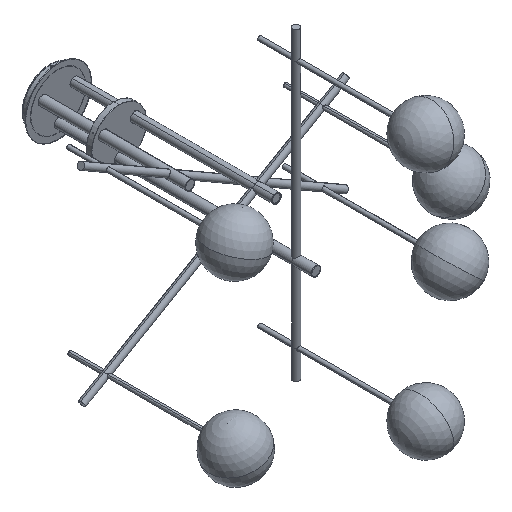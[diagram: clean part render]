
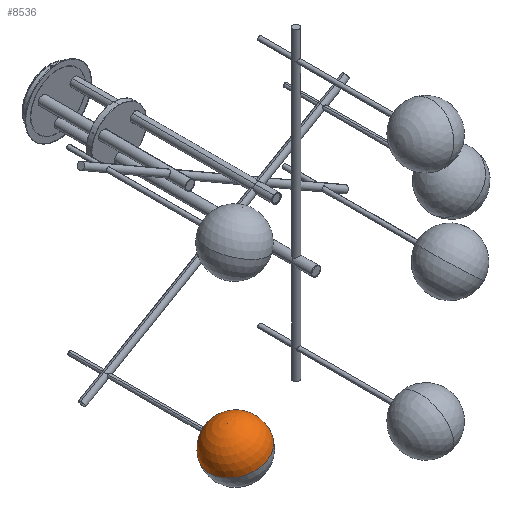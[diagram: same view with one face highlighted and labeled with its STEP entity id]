
A CAD part, isometric view. The second image highlights one B-rep face of the part: STEP entity #8536.
In plain terms, the highlighted spherical face has radius 75 mm.
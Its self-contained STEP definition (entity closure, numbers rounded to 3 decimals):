
#350 = DIRECTION ( 'NONE',  ( 0., -1., 0. ) ) ;
#408 = DIRECTION ( 'NONE',  ( 0.953, 0., 0.302 ) ) ;
#447 = DIRECTION ( 'NONE',  ( 0., -1., 0. ) ) ;
#458 = SPHERICAL_SURFACE ( 'NONE', #1132, 75. ) ;
#532 = DIRECTION ( 'NONE',  ( 0.302, 0., -0.953 ) ) ;
#674 = CARTESIAN_POINT ( 'NONE',  ( -378.458, -810.31, -173.428 ) ) ;
#741 = VERTEX_POINT ( 'NONE', #2628 ) ;
#842 = AXIS2_PLACEMENT_3D ( 'NONE', #6821, #447, #3278 ) ;
#865 = ORIENTED_EDGE ( 'NONE', *, *, #7694, .T. ) ;
#925 = EDGE_LOOP ( 'NONE', ( #7421, #6100, #4003, #865 ) ) ;
#1132 = AXIS2_PLACEMENT_3D ( 'NONE', #3252, #6094, #2536 ) ;
#1286 = VERTEX_POINT ( 'NONE', #2409 ) ;
#1718 = AXIS2_PLACEMENT_3D ( 'NONE', #6124, #6778, #408 ) ;
#2409 = CARTESIAN_POINT ( 'NONE',  ( -366.38, -948.772, -211.53 ) ) ;
#2536 = DIRECTION ( 'NONE',  ( 0.953, 0., 0.302 ) ) ;
#2609 = DIRECTION ( 'NONE',  ( -0.953, 0., -0.302 ) ) ;
#2628 = CARTESIAN_POINT ( 'NONE',  ( -328.278, -810.31, -199.452 ) ) ;
#3142 = EDGE_CURVE ( 'NONE', #1286, #5288, #8259, .T. ) ;
#3252 = CARTESIAN_POINT ( 'NONE',  ( -366.38, -873.772, -211.53 ) ) ;
#3278 = DIRECTION ( 'NONE',  ( 0.302, 0., -0.953 ) ) ;
#4003 = ORIENTED_EDGE ( 'NONE', *, *, #8830, .T. ) ;
#4074 = CIRCLE ( 'NONE', #4236, 39.97 ) ;
#4236 = AXIS2_PLACEMENT_3D ( 'NONE', #6813, #350, #532 ) ;
#4260 = CIRCLE ( 'NONE', #842, 39.97 ) ;
#4407 = AXIS2_PLACEMENT_3D ( 'NONE', #7592, #8982, #2609 ) ;
#4967 = CARTESIAN_POINT ( 'NONE',  ( -404.482, -810.31, -223.607 ) ) ;
#5288 = VERTEX_POINT ( 'NONE', #4967 ) ;
#6094 = DIRECTION ( 'NONE',  ( 0.302, 0., -0.953 ) ) ;
#6100 = ORIENTED_EDGE ( 'NONE', *, *, #8818, .T. ) ;
#6124 = CARTESIAN_POINT ( 'NONE',  ( -366.38, -873.772, -211.53 ) ) ;
#6778 = DIRECTION ( 'NONE',  ( -0.302, 0., 0.953 ) ) ;
#6813 = CARTESIAN_POINT ( 'NONE',  ( -366.38, -810.31, -211.53 ) ) ;
#6821 = CARTESIAN_POINT ( 'NONE',  ( -366.38, -810.31, -211.53 ) ) ;
#7421 = ORIENTED_EDGE ( 'NONE', *, *, #3142, .F. ) ;
#7592 = CARTESIAN_POINT ( 'NONE',  ( -366.38, -873.772, -211.53 ) ) ;
#7694 = EDGE_CURVE ( 'NONE', #7899, #5288, #4074, .T. ) ;
#7899 = VERTEX_POINT ( 'NONE', #674 ) ;
#8259 = CIRCLE ( 'NONE', #4407, 75. ) ;
#8536 = ADVANCED_FACE ( 'NONE', ( #8959 ), #458, .T. ) ;
#8550 = CIRCLE ( 'NONE', #1718, 75. ) ;
#8818 = EDGE_CURVE ( 'NONE', #1286, #741, #8550, .T. ) ;
#8830 = EDGE_CURVE ( 'NONE', #741, #7899, #4260, .T. ) ;
#8959 = FACE_OUTER_BOUND ( 'NONE', #925, .T. ) ;
#8982 = DIRECTION ( 'NONE',  ( 0.302, 0., -0.953 ) ) ;
